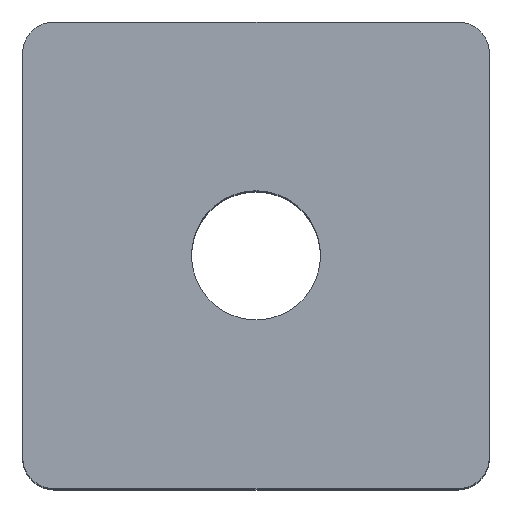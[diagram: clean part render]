
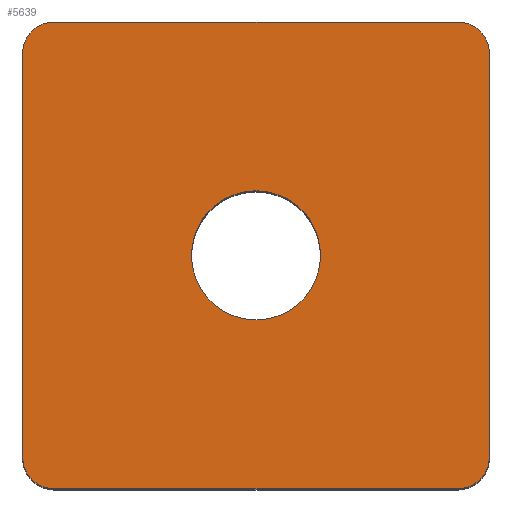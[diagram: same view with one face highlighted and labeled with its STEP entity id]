
A CAD part, top view. The second image highlights one B-rep face of the part: STEP entity #5639.
In plain terms, the highlighted face is planar.
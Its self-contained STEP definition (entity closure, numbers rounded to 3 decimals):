
#2606=VECTOR('',#4578,1.);
#2609=VECTOR('',#4587,1.);
#2612=VECTOR('',#4596,1.);
#2614=VECTOR('',#4604,1.);
#2754=LINE('',#5152,#2606);
#2757=LINE('',#5160,#2609);
#2760=LINE('',#5168,#2612);
#2762=LINE('',#5174,#2614);
#2836=PLANE('',#5452);
#3215=ORIENTED_EDGE('',*,*,#3779,.F.);
#3216=ORIENTED_EDGE('',*,*,#3782,.F.);
#3217=ORIENTED_EDGE('',*,*,#3784,.F.);
#3218=ORIENTED_EDGE('',*,*,#3786,.F.);
#3219=ORIENTED_EDGE('',*,*,#3788,.F.);
#3220=ORIENTED_EDGE('',*,*,#3790,.F.);
#3221=ORIENTED_EDGE('',*,*,#3792,.F.);
#3222=ORIENTED_EDGE('',*,*,#3793,.F.);
#3223=ORIENTED_EDGE('',*,*,#3794,.T.);
#3404=CIRCLE('',#5441,2.);
#3405=CIRCLE('',#5444,2.);
#3406=CIRCLE('',#5447,2.);
#3407=CIRCLE('',#5450,2.);
#3408=CIRCLE('',#5453,4.15);
#3562=VERTEX_POINT('',#5144);
#3563=VERTEX_POINT('',#5146);
#3564=VERTEX_POINT('',#5150);
#3565=VERTEX_POINT('',#5154);
#3566=VERTEX_POINT('',#5158);
#3567=VERTEX_POINT('',#5162);
#3568=VERTEX_POINT('',#5166);
#3569=VERTEX_POINT('',#5170);
#3570=VERTEX_POINT('',#5176);
#3779=EDGE_CURVE('',#3562,#3563,#3404,.T.);
#3782=EDGE_CURVE('',#3564,#3562,#2754,.T.);
#3784=EDGE_CURVE('',#3565,#3564,#3405,.T.);
#3786=EDGE_CURVE('',#3566,#3565,#2757,.T.);
#3788=EDGE_CURVE('',#3567,#3566,#3406,.T.);
#3790=EDGE_CURVE('',#3568,#3567,#2760,.T.);
#3792=EDGE_CURVE('',#3569,#3568,#3407,.T.);
#3793=EDGE_CURVE('',#3563,#3569,#2762,.T.);
#3794=EDGE_CURVE('',#3570,#3570,#3408,.T.);
#3962=EDGE_LOOP('',(#3215,#3216,#3217,#3218,#3219,#3220,#3221,#3222));
#3963=EDGE_LOOP('',(#3223));
#4122=FACE_BOUND('',#3962,.T.);
#4123=FACE_BOUND('',#3963,.T.);
#4572=DIRECTION('',(0.,0.,1.));
#4573=DIRECTION('',(0.,2.,0.));
#4578=DIRECTION('',(-26.,0.,0.));
#4582=DIRECTION('',(0.,0.,1.));
#4583=DIRECTION('',(2.,0.,0.));
#4587=DIRECTION('',(0.,26.,0.));
#4591=DIRECTION('',(0.,0.,1.));
#4592=DIRECTION('',(0.,-2.,0.));
#4596=DIRECTION('',(26.,0.,0.));
#4600=DIRECTION('',(0.,0.,1.));
#4601=DIRECTION('',(-2.,0.,0.));
#4604=DIRECTION('',(0.,-26.,0.));
#4605=DIRECTION('',(0.,0.,-1.));
#4606=DIRECTION('',(0.,1.,0.));
#4607=DIRECTION('',(0.,0.,1.));
#4608=DIRECTION('',(0.,-4.15,0.));
#5144=CARTESIAN_POINT('',(-13.,15.,-9.5));
#5146=CARTESIAN_POINT('',(-15.,13.,-9.5));
#5147=CARTESIAN_POINT('',(-13.,13.,-9.5));
#5150=CARTESIAN_POINT('',(13.,15.,-9.5));
#5152=CARTESIAN_POINT('',(13.,15.,-9.5));
#5154=CARTESIAN_POINT('',(15.,13.,-9.5));
#5156=CARTESIAN_POINT('',(13.,13.,-9.5));
#5158=CARTESIAN_POINT('',(15.,-13.,-9.5));
#5160=CARTESIAN_POINT('',(15.,-13.,-9.5));
#5162=CARTESIAN_POINT('',(13.,-15.,-9.5));
#5164=CARTESIAN_POINT('',(13.,-13.,-9.5));
#5166=CARTESIAN_POINT('',(-13.,-15.,-9.5));
#5168=CARTESIAN_POINT('',(-13.,-15.,-9.5));
#5170=CARTESIAN_POINT('',(-15.,-13.,-9.5));
#5172=CARTESIAN_POINT('',(-13.,-13.,-9.5));
#5174=CARTESIAN_POINT('',(-15.,13.,-9.5));
#5175=CARTESIAN_POINT('',(-13.,15.,-9.5));
#5176=CARTESIAN_POINT('',(0.,-4.15,-9.5));
#5177=CARTESIAN_POINT('',(0.,0.,-9.5));
#5441=AXIS2_PLACEMENT_3D('',#5147,#4572,#4573);
#5444=AXIS2_PLACEMENT_3D('',#5156,#4582,#4583);
#5447=AXIS2_PLACEMENT_3D('',#5164,#4591,#4592);
#5450=AXIS2_PLACEMENT_3D('',#5172,#4600,#4601);
#5452=AXIS2_PLACEMENT_3D('',#5175,#4605,#4606);
#5453=AXIS2_PLACEMENT_3D('',#5177,#4607,#4608);
#5639=ADVANCED_FACE('',(#4122,#4123),#2836,.T.);
